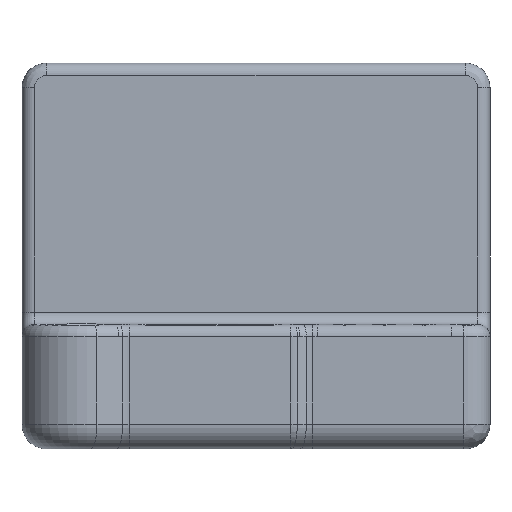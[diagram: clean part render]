
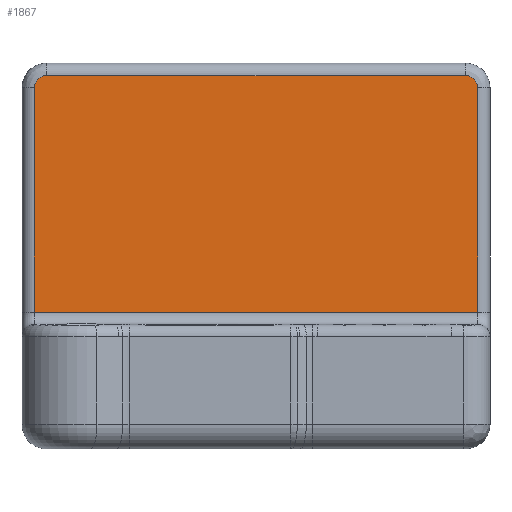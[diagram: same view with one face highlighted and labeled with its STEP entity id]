
A CAD part, front view. The second image highlights one B-rep face of the part: STEP entity #1867.
In plain terms, the highlighted planar face has unit normal (0, -1, 0).
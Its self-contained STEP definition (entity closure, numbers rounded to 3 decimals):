
#53=PLANE('',#2014);
#118=FACE_OUTER_BOUND('',#239,.T.);
#239=EDGE_LOOP('',(#1249,#1250,#1251,#1252,#1253,#1254));
#359=LINE('',#2986,#470);
#360=LINE('',#3003,#471);
#362=LINE('',#3023,#473);
#364=LINE('',#3034,#475);
#470=VECTOR('',#2296,10.);
#471=VECTOR('',#2305,10.);
#473=VECTOR('',#2317,10.);
#475=VECTOR('',#2331,10.);
#582=CIRCLE('',#2000,5.);
#586=CIRCLE('',#2005,5.);
#750=VERTEX_POINT('',#2979);
#753=VERTEX_POINT('',#2984);
#754=VERTEX_POINT('',#2996);
#756=VERTEX_POINT('',#3002);
#758=VERTEX_POINT('',#3016);
#760=VERTEX_POINT('',#3022);
#933=EDGE_CURVE('',#753,#750,#359,.T.);
#934=EDGE_CURVE('',#750,#754,#582,.T.);
#937=EDGE_CURVE('',#754,#756,#360,.T.);
#940=EDGE_CURVE('',#756,#758,#586,.T.);
#943=EDGE_CURVE('',#758,#760,#362,.T.);
#949=EDGE_CURVE('',#760,#753,#364,.T.);
#1249=ORIENTED_EDGE('',*,*,#943,.F.);
#1250=ORIENTED_EDGE('',*,*,#940,.F.);
#1251=ORIENTED_EDGE('',*,*,#937,.F.);
#1252=ORIENTED_EDGE('',*,*,#934,.F.);
#1253=ORIENTED_EDGE('',*,*,#933,.F.);
#1254=ORIENTED_EDGE('',*,*,#949,.F.);
#1867=ADVANCED_FACE('',(#118),#53,.T.);
#2000=AXIS2_PLACEMENT_3D('',#2997,#2297,#2298);
#2005=AXIS2_PLACEMENT_3D('',#3017,#2309,#2310);
#2014=AXIS2_PLACEMENT_3D('',#3033,#2329,#2330);
#2296=DIRECTION('',(0.,0.,1.));
#2297=DIRECTION('center_axis',(0.,1.,0.));
#2298=DIRECTION('ref_axis',(-0.707,0.,0.707));
#2305=DIRECTION('',(1.,0.,0.));
#2309=DIRECTION('center_axis',(0.,1.,0.));
#2310=DIRECTION('ref_axis',(0.707,0.,0.707));
#2317=DIRECTION('',(0.,0.,-1.));
#2329=DIRECTION('center_axis',(0.,-1.,0.));
#2330=DIRECTION('ref_axis',(1.,0.,0.));
#2331=DIRECTION('',(-1.,0.,0.));
#2979=CARTESIAN_POINT('',(5.,0.,140.));
#2984=CARTESIAN_POINT('',(5.,0.,50.));
#2986=CARTESIAN_POINT('',(5.,0.,0.));
#2996=CARTESIAN_POINT('',(10.,0.,145.));
#2997=CARTESIAN_POINT('Origin',(10.,0.,140.));
#3002=CARTESIAN_POINT('',(178.,0.,145.));
#3003=CARTESIAN_POINT('',(47.,0.,145.));
#3016=CARTESIAN_POINT('',(183.,0.,140.));
#3017=CARTESIAN_POINT('Origin',(178.,0.,140.));
#3022=CARTESIAN_POINT('',(183.,0.,50.));
#3023=CARTESIAN_POINT('',(183.,0.,0.));
#3033=CARTESIAN_POINT('Origin',(0.,0.,0.));
#3034=CARTESIAN_POINT('',(27.,0.,50.));
